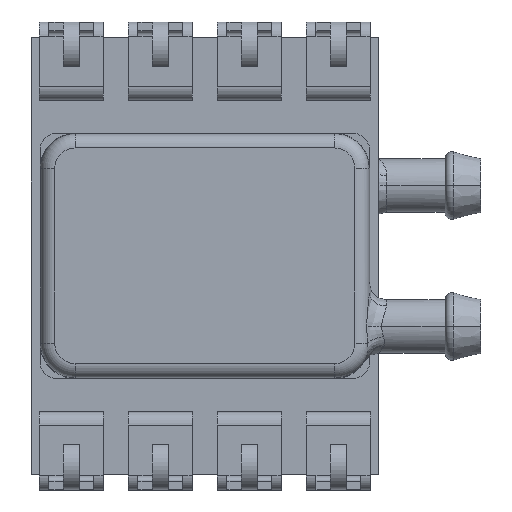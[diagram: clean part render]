
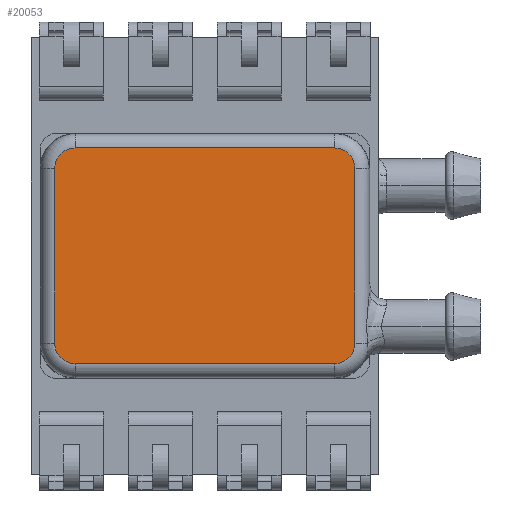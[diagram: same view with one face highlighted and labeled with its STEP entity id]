
A CAD part, top view. The second image highlights one B-rep face of the part: STEP entity #20053.
In plain terms, the highlighted planar face has unit normal (0, 0, 1).
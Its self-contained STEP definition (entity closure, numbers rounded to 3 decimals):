
#7280=DIRECTION('',(0.,1.,0.));
#7281=VECTOR('',#7280,4.99);
#7282=CARTESIAN_POINT('',(30.116,-39.831,2.57));
#7283=LINE('',#7282,#7281);
#7284=CARTESIAN_POINT('',(29.535,-39.831,2.57));
#7285=DIRECTION('',(0.,0.,1.));
#7286=DIRECTION('',(0.,-1.,0.));
#7287=AXIS2_PLACEMENT_3D('',#7284,#7285,#7286);
#7289=DIRECTION('',(1.,0.,0.));
#7290=VECTOR('',#7289,7.4);
#7291=CARTESIAN_POINT('',(22.135,-40.412,2.57));
#7292=LINE('',#7291,#7290);
#7293=CARTESIAN_POINT('',(22.135,-39.831,2.57));
#7294=DIRECTION('',(0.,0.,1.));
#7295=DIRECTION('',(-1.,0.,0.));
#7296=AXIS2_PLACEMENT_3D('',#7293,#7294,#7295);
#7298=DIRECTION('',(0.,-1.,0.));
#7299=VECTOR('',#7298,4.99);
#7300=CARTESIAN_POINT('',(21.553,-34.841,2.57));
#7301=LINE('',#7300,#7299);
#7302=CARTESIAN_POINT('',(22.135,-34.841,2.57));
#7303=DIRECTION('',(0.,0.,1.));
#7304=DIRECTION('',(0.,1.,0.));
#7305=AXIS2_PLACEMENT_3D('',#7302,#7303,#7304);
#7307=DIRECTION('',(-1.,0.,0.));
#7308=VECTOR('',#7307,7.4);
#7309=CARTESIAN_POINT('',(29.535,-34.26,2.57));
#7310=LINE('',#7309,#7308);
#7311=CARTESIAN_POINT('',(29.535,-34.841,2.57));
#7312=DIRECTION('',(0.,0.,1.));
#7313=DIRECTION('',(1.,0.,0.));
#7314=AXIS2_PLACEMENT_3D('',#7311,#7312,#7313);
#7696=CARTESIAN_POINT('',(30.116,-39.831,2.57));
#7697=CARTESIAN_POINT('',(30.116,-34.841,2.57));
#7698=VERTEX_POINT('',#7696);
#7699=VERTEX_POINT('',#7697);
#7700=CARTESIAN_POINT('',(29.535,-40.412,2.57));
#7701=VERTEX_POINT('',#7700);
#7702=CARTESIAN_POINT('',(22.135,-40.412,2.57));
#7703=VERTEX_POINT('',#7702);
#7708=CARTESIAN_POINT('',(21.553,-39.831,2.57));
#7709=VERTEX_POINT('',#7708);
#7712=CARTESIAN_POINT('',(21.553,-34.841,2.57));
#7713=VERTEX_POINT('',#7712);
#7716=CARTESIAN_POINT('',(22.135,-34.26,2.57));
#7717=VERTEX_POINT('',#7716);
#7720=CARTESIAN_POINT('',(29.535,-34.26,2.57));
#7721=VERTEX_POINT('',#7720);
#20031=CARTESIAN_POINT('',(25.834,-37.331,2.57));
#20032=DIRECTION('',(0.,0.,1.));
#20033=DIRECTION('',(1.,0.,0.));
#20034=AXIS2_PLACEMENT_3D('',#20031,#20032,#20033);
#20035=PLANE('',#20034);
#20037=ORIENTED_EDGE('',*,*,#20036,.F.);
#20039=ORIENTED_EDGE('',*,*,#20038,.F.);
#20041=ORIENTED_EDGE('',*,*,#20040,.F.);
#20043=ORIENTED_EDGE('',*,*,#20042,.F.);
#20045=ORIENTED_EDGE('',*,*,#20044,.F.);
#20047=ORIENTED_EDGE('',*,*,#20046,.F.);
#20048=ORIENTED_EDGE('',*,*,#20021,.F.);
#20050=ORIENTED_EDGE('',*,*,#20049,.F.);
#20051=EDGE_LOOP('',(#20037,#20039,#20041,#20043,#20045,#20047,#20048,#20050));
#20052=FACE_OUTER_BOUND('',#20051,.F.);
#20053=ADVANCED_FACE('',(#20052),#20035,.T.);
#7288=CIRCLE('',#7287,0.581);
#7297=CIRCLE('',#7296,0.581);
#7306=CIRCLE('',#7305,0.581);
#7315=CIRCLE('',#7314,0.581);
#20021=EDGE_CURVE('',#7721,#7717,#7310,.T.);
#20036=EDGE_CURVE('',#7698,#7699,#7283,.T.);
#20038=EDGE_CURVE('',#7701,#7698,#7288,.T.);
#20040=EDGE_CURVE('',#7703,#7701,#7292,.T.);
#20042=EDGE_CURVE('',#7709,#7703,#7297,.T.);
#20044=EDGE_CURVE('',#7713,#7709,#7301,.T.);
#20046=EDGE_CURVE('',#7717,#7713,#7306,.T.);
#20049=EDGE_CURVE('',#7699,#7721,#7315,.T.);
